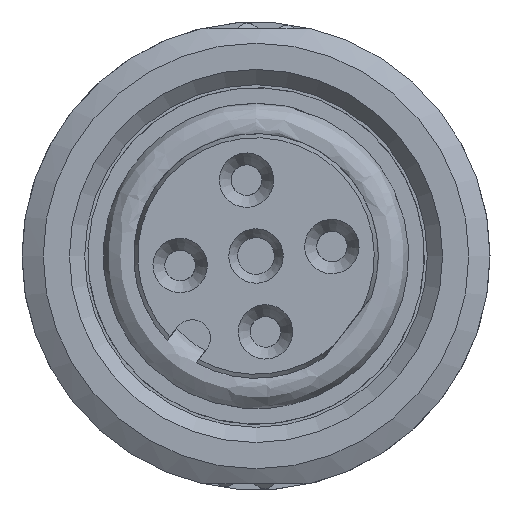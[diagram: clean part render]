
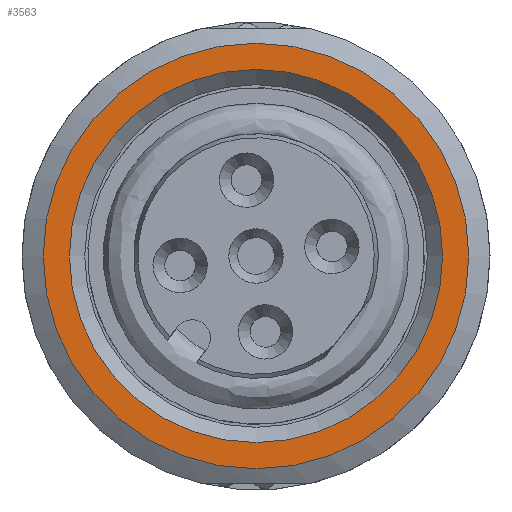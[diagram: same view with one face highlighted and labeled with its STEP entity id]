
A CAD part, front view. The second image highlights one B-rep face of the part: STEP entity #3563.
In plain terms, the highlighted planar face has unit normal (0, -1, 0).
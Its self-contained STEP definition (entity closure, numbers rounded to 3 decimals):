
#3194=FACE_BOUND('',#4698,.T.);
#3195=FACE_BOUND('',#4699,.T.);
#3563=ADVANCED_FACE('',(#3194,#3195),#3872,.T.);
#3872=PLANE('',#11991);
#4698=EDGE_LOOP('',(#7986));
#4699=EDGE_LOOP('',(#7987));
#7986=ORIENTED_EDGE('',*,*,#10466,.T.);
#7987=ORIENTED_EDGE('',*,*,#10246,.F.);
#9259=VERTEX_POINT('',#16328);
#9337=VERTEX_POINT('',#16777);
#10246=EDGE_CURVE('',#9259,#9259,#10961,.T.);
#10466=EDGE_CURVE('',#9337,#9337,#11001,.T.);
#10961=CIRCLE('',#11807,6.957);
#11001=CIRCLE('',#11990,6.1);
#11807=AXIS2_PLACEMENT_3D('',#16327,#12996,#12997);
#11990=AXIS2_PLACEMENT_3D('',#16776,#13539,#13540);
#11991=AXIS2_PLACEMENT_3D('',#16778,#13541,#13542);
#12996=DIRECTION('',(0.,1.,0.));
#12997=DIRECTION('',(-1.,0.,0.));
#13539=DIRECTION('',(0.,1.,0.));
#13540=DIRECTION('',(0.,0.,1.));
#13541=DIRECTION('',(0.,-1.,0.));
#13542=DIRECTION('',(1.,0.,0.));
#16327=CARTESIAN_POINT('',(71.75,-1010.739,-6.95));
#16328=CARTESIAN_POINT('',(64.793,-1010.739,-6.95));
#16776=CARTESIAN_POINT('',(71.75,-1010.739,-6.95));
#16777=CARTESIAN_POINT('',(71.75,-1010.739,-0.85));
#16778=CARTESIAN_POINT('',(64.097,-1010.739,-14.603));
